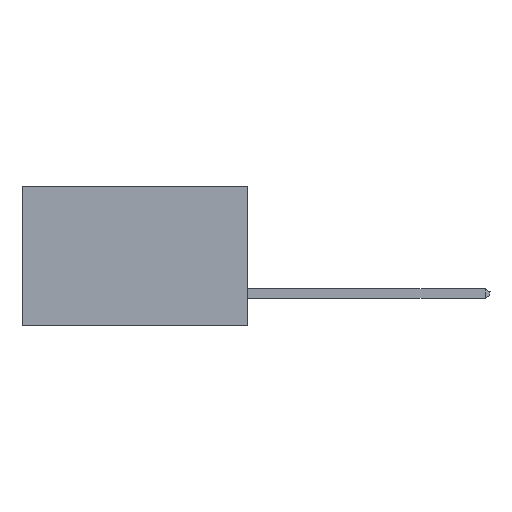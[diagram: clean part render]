
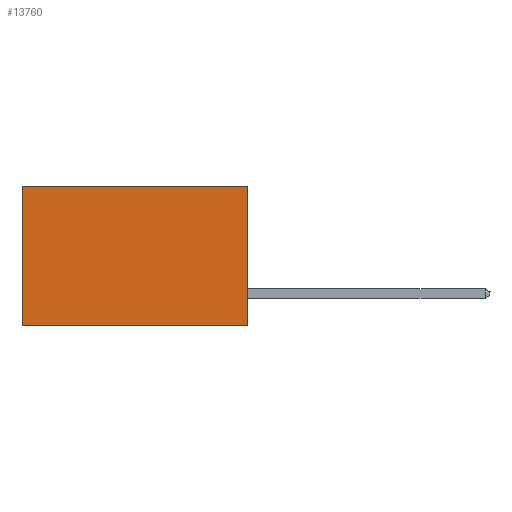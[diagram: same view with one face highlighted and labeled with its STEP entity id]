
A CAD part, left-side view. The second image highlights one B-rep face of the part: STEP entity #13760.
In plain terms, the highlighted planar face has unit normal (-1, 0, 0).
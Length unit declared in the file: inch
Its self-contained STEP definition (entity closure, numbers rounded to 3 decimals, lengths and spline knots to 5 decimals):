
#331 = CARTESIAN_POINT ( 'NONE',  ( 0.2615, 0.6, -0.37 ) ) ;
#394 = FACE_OUTER_BOUND ( 'NONE', #5258, .T. ) ;
#451 = VECTOR ( 'NONE', #12195, 39.37008 ) ;
#453 = CARTESIAN_POINT ( 'NONE',  ( 0.2615, 0.6, -0.37 ) ) ;
#492 = ORIENTED_EDGE ( 'NONE', *, *, #10566, .F. ) ;
#701 = CARTESIAN_POINT ( 'NONE',  ( 0.2615, 0., -0.37 ) ) ;
#2196 = VECTOR ( 'NONE', #14343, 39.37008 ) ;
#2634 = VERTEX_POINT ( 'NONE', #453 ) ;
#2875 = VERTEX_POINT ( 'NONE', #13130 ) ;
#2987 = DIRECTION ( 'NONE',  ( 0., 1., 0. ) ) ;
#3343 = CARTESIAN_POINT ( 'NONE',  ( 0.2615, 0.6, 0. ) ) ;
#3377 = VECTOR ( 'NONE', #5047, 39.37008 ) ;
#5047 = DIRECTION ( 'NONE',  ( 0., 0., -1. ) ) ;
#5142 = CARTESIAN_POINT ( 'NONE',  ( 0.2615, 0., 0. ) ) ;
#5189 = DIRECTION ( 'NONE',  ( 1., 0., 0. ) ) ;
#5258 = EDGE_LOOP ( 'NONE', ( #13469, #9036, #492, #15077 ) ) ;
#5888 = CARTESIAN_POINT ( 'NONE',  ( 0.2615, 0., -0.37 ) ) ;
#6113 = LINE ( 'NONE', #331, #3377 ) ;
#6571 = EDGE_CURVE ( 'NONE', #2875, #12047, #12509, .T. ) ;
#7346 = CARTESIAN_POINT ( 'NONE',  ( 0.2615, 0., -0.37 ) ) ;
#7912 = EDGE_CURVE ( 'NONE', #13474, #2634, #8807, .T. ) ;
#8429 = EDGE_CURVE ( 'NONE', #12047, #2634, #6113, .T. ) ;
#8807 = LINE ( 'NONE', #10047, #13757 ) ;
#9036 = ORIENTED_EDGE ( 'NONE', *, *, #7912, .F. ) ;
#9704 = LINE ( 'NONE', #7346, #2196 ) ;
#10047 = CARTESIAN_POINT ( 'NONE',  ( 0.2615, 0., -0.37 ) ) ;
#10566 = EDGE_CURVE ( 'NONE', #2875, #13474, #9704, .T. ) ;
#11081 = PLANE ( 'NONE',  #13243 ) ;
#12047 = VERTEX_POINT ( 'NONE', #3343 ) ;
#12195 = DIRECTION ( 'NONE',  ( 0., 1., 0. ) ) ;
#12509 = LINE ( 'NONE', #5142, #451 ) ;
#13130 = CARTESIAN_POINT ( 'NONE',  ( 0.2615, 0., 0. ) ) ;
#13243 = AXIS2_PLACEMENT_3D ( 'NONE', #701, #5189, #14877 ) ;
#13469 = ORIENTED_EDGE ( 'NONE', *, *, #8429, .T. ) ;
#13474 = VERTEX_POINT ( 'NONE', #5888 ) ;
#13757 = VECTOR ( 'NONE', #2987, 39.37008 ) ;
#13760 = ADVANCED_FACE ( 'NONE', ( #394 ), #11081, .F. ) ;
#14343 = DIRECTION ( 'NONE',  ( 0., 0., -1. ) ) ;
#14877 = DIRECTION ( 'NONE',  ( 0., 0., -1. ) ) ;
#15077 = ORIENTED_EDGE ( 'NONE', *, *, #6571, .T. ) ;
